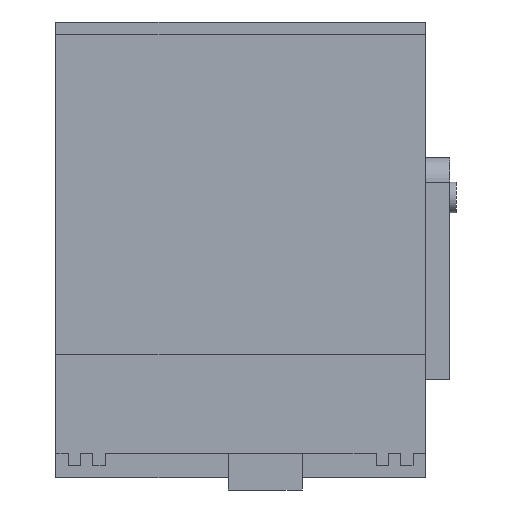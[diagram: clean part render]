
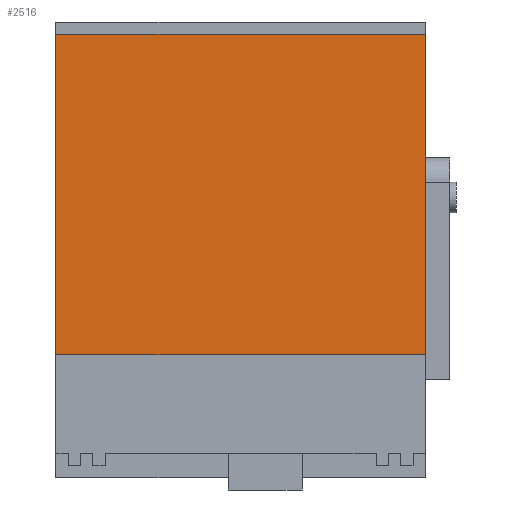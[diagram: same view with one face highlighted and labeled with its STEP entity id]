
A CAD part, front view. The second image highlights one B-rep face of the part: STEP entity #2516.
In plain terms, the highlighted planar face has unit normal (0, -1, 0).
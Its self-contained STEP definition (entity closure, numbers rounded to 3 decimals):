
#25 = EDGE_CURVE ( 'NONE', #830, #2469, #172, .T. ) ;
#33 = CARTESIAN_POINT ( 'NONE',  ( 30., -23., 16.5 ) ) ;
#143 = ORIENTED_EDGE ( 'NONE', *, *, #2026, .T. ) ;
#172 = LINE ( 'NONE', #1772, #675 ) ;
#328 = DIRECTION ( 'NONE',  ( 0., 0., 1. ) ) ;
#378 = ORIENTED_EDGE ( 'NONE', *, *, #1067, .F. ) ;
#479 = CARTESIAN_POINT ( 'NONE',  ( 30., -23., -9.5 ) ) ;
#541 = DIRECTION ( 'NONE',  ( 0., 1., 0. ) ) ;
#570 = ORIENTED_EDGE ( 'NONE', *, *, #25, .T. ) ;
#647 = VERTEX_POINT ( 'NONE', #910 ) ;
#666 = LINE ( 'NONE', #2230, #1678 ) ;
#675 = VECTOR ( 'NONE', #1175, 1000. ) ;
#713 = AXIS2_PLACEMENT_3D ( 'NONE', #964, #541, #328 ) ;
#738 = VERTEX_POINT ( 'NONE', #745 ) ;
#745 = CARTESIAN_POINT ( 'NONE',  ( 0., -23., -9.5 ) ) ;
#753 = LINE ( 'NONE', #479, #979 ) ;
#830 = VERTEX_POINT ( 'NONE', #1972 ) ;
#836 = DIRECTION ( 'NONE',  ( 0., 0., -1. ) ) ;
#841 = DIRECTION ( 'NONE',  ( 0., 0., -1. ) ) ;
#855 = FACE_OUTER_BOUND ( 'NONE', #1802, .T. ) ;
#910 = CARTESIAN_POINT ( 'NONE',  ( 30., -23., -9.5 ) ) ;
#917 = CARTESIAN_POINT ( 'NONE',  ( 0., -23., 16.5 ) ) ;
#964 = CARTESIAN_POINT ( 'NONE',  ( 30., -23., 16.5 ) ) ;
#979 = VECTOR ( 'NONE', #1910, 1000. ) ;
#1067 = EDGE_CURVE ( 'NONE', #830, #647, #1449, .T. ) ;
#1175 = DIRECTION ( 'NONE',  ( -1., 0., 0. ) ) ;
#1449 = LINE ( 'NONE', #33, #1601 ) ;
#1596 = ORIENTED_EDGE ( 'NONE', *, *, #1628, .F. ) ;
#1601 = VECTOR ( 'NONE', #836, 1000. ) ;
#1628 = EDGE_CURVE ( 'NONE', #647, #738, #753, .T. ) ;
#1678 = VECTOR ( 'NONE', #841, 1000. ) ;
#1765 = PLANE ( 'NONE',  #713 ) ;
#1772 = CARTESIAN_POINT ( 'NONE',  ( 30., -23., 16.5 ) ) ;
#1802 = EDGE_LOOP ( 'NONE', ( #143, #1596, #378, #570 ) ) ;
#1910 = DIRECTION ( 'NONE',  ( -1., 0., 0. ) ) ;
#1972 = CARTESIAN_POINT ( 'NONE',  ( 30., -23., 16.5 ) ) ;
#2026 = EDGE_CURVE ( 'NONE', #2469, #738, #666, .T. ) ;
#2230 = CARTESIAN_POINT ( 'NONE',  ( 0., -23., 16.5 ) ) ;
#2469 = VERTEX_POINT ( 'NONE', #917 ) ;
#2516 = ADVANCED_FACE ( 'NONE', ( #855 ), #1765, .F. ) ;
